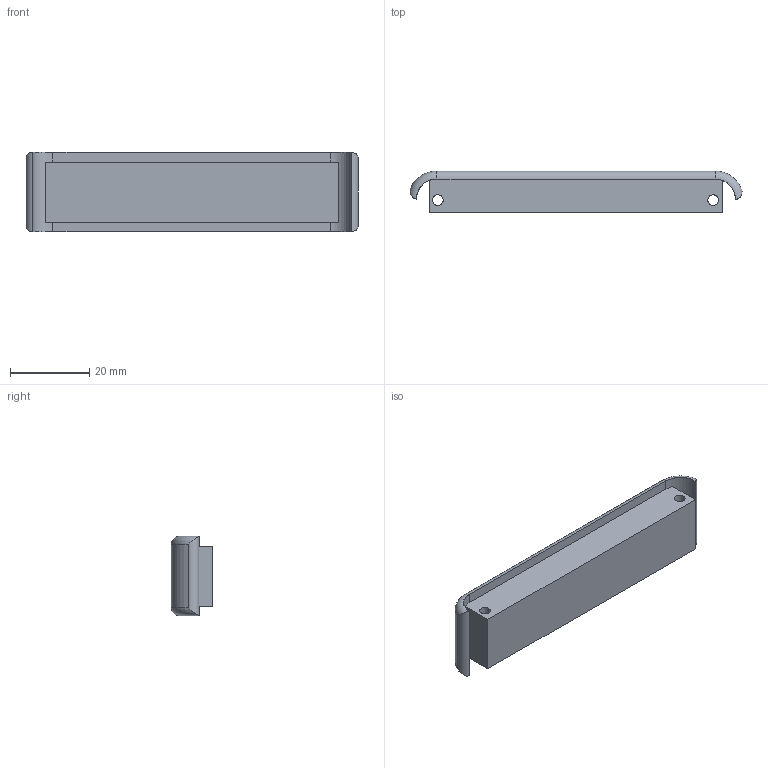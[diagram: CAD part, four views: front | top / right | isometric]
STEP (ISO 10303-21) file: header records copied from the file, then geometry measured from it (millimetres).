
FILE_DESCRIPTION (( 'STEP AP214' ), '1' );
FILE_NAME ('Battery_Box_Lid.STEP', '2020-12-06T21:06:21', ( '' ), ( '' ), 'SwSTEP 2.0', 'SolidWorks 2019', '' );
FILE_SCHEMA (( 'AUTOMOTIVE_DESIGN' ));
Length unit declared in the file: millimetre
Products named in the file (1): Battery_Box_Lid
Bounding box: 83.67 x 10.5 x 20 mm (x, y, z)
Volume: 12766.9 mm3; surface area: 5538.2 mm2
Topology: 1 solids, 1 shells, 29 faces, 71 edges, 44 vertices
Faces by surface type: cylinder 13, plane 12, torus 4
Entity records: 959 total; most frequent: CARTESIAN_POINT 219, DIRECTION 155, ORIENTED_EDGE 142, EDGE_CURVE 71, AXIS2_PLACEMENT_3D 60, VERTEX_POINT 44, LINE 35, VECTOR 35
